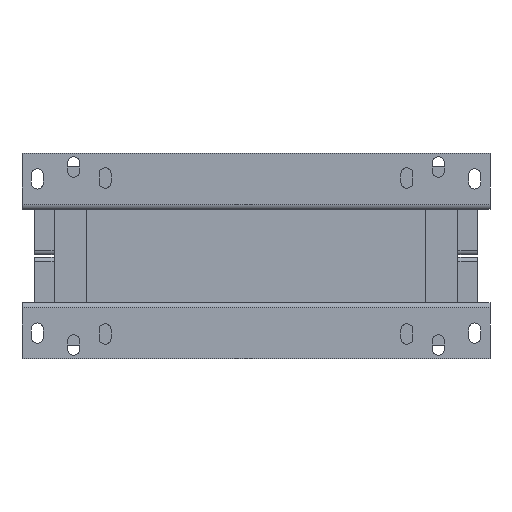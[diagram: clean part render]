
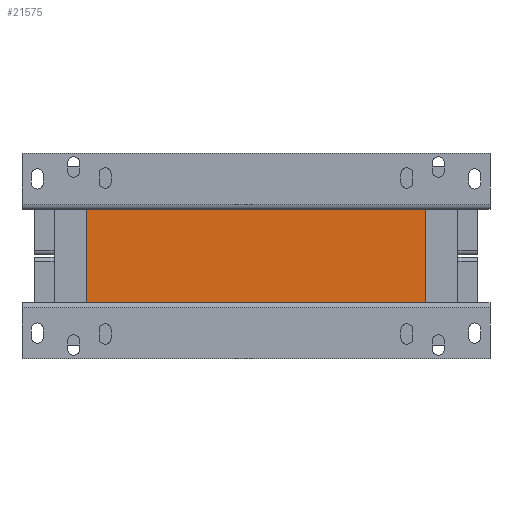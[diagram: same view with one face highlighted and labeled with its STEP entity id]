
A CAD part, front view. The second image highlights one B-rep face of the part: STEP entity #21575.
In plain terms, the highlighted planar face has unit normal (0, -1, 0).
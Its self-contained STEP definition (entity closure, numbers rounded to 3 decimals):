
#1195 = CARTESIAN_POINT ( 'NONE',  ( -200., -200., -55. ) ) ;
#1270 = VECTOR ( 'NONE', #31123, 1000. ) ;
#2639 = CARTESIAN_POINT ( 'NONE',  ( -200., -200., 55. ) ) ;
#3170 = DIRECTION ( 'NONE',  ( 1., 0., 0. ) ) ;
#6536 = DIRECTION ( 'NONE',  ( 0., 1., 0. ) ) ;
#8293 = CARTESIAN_POINT ( 'NONE',  ( 200., -200., -55. ) ) ;
#8800 = ORIENTED_EDGE ( 'NONE', *, *, #37370, .F. ) ;
#10983 = ORIENTED_EDGE ( 'NONE', *, *, #25810, .F. ) ;
#11666 = CARTESIAN_POINT ( 'NONE',  ( -200., -200., 55. ) ) ;
#11809 = ORIENTED_EDGE ( 'NONE', *, *, #16477, .T. ) ;
#12309 = CARTESIAN_POINT ( 'NONE',  ( -200., -200., -55. ) ) ;
#12618 = CARTESIAN_POINT ( 'NONE',  ( -200., -200., 55. ) ) ;
#12781 = LINE ( 'NONE', #2639, #1270 ) ;
#13609 = LINE ( 'NONE', #12618, #29189 ) ;
#14365 = VECTOR ( 'NONE', #17689, 1000. ) ;
#16477 = EDGE_CURVE ( 'NONE', #34045, #16625, #20457, .T. ) ;
#16625 = VERTEX_POINT ( 'NONE', #8293 ) ;
#17689 = DIRECTION ( 'NONE',  ( 1., 0., 0. ) ) ;
#20457 = LINE ( 'NONE', #1195, #14365 ) ;
#21575 = ADVANCED_FACE ( 'NONE', ( #28095 ), #25922, .F. ) ;
#24107 = VERTEX_POINT ( 'NONE', #34067 ) ;
#24205 = EDGE_CURVE ( 'NONE', #31173, #34045, #12781, .T. ) ;
#25215 = LINE ( 'NONE', #38739, #28267 ) ;
#25284 = DIRECTION ( 'NONE',  ( 1., 0., 0. ) ) ;
#25810 = EDGE_CURVE ( 'NONE', #24107, #16625, #25215, .T. ) ;
#25922 = PLANE ( 'NONE',  #31821 ) ;
#26515 = EDGE_LOOP ( 'NONE', ( #11809, #10983, #8800, #35446 ) ) ;
#28095 = FACE_OUTER_BOUND ( 'NONE', #26515, .T. ) ;
#28267 = VECTOR ( 'NONE', #32065, 1000. ) ;
#29189 = VECTOR ( 'NONE', #25284, 1000. ) ;
#31123 = DIRECTION ( 'NONE',  ( 0., 0., -1. ) ) ;
#31173 = VERTEX_POINT ( 'NONE', #11666 ) ;
#31821 = AXIS2_PLACEMENT_3D ( 'NONE', #41553, #6536, #3170 ) ;
#32065 = DIRECTION ( 'NONE',  ( 0., 0., -1. ) ) ;
#34045 = VERTEX_POINT ( 'NONE', #12309 ) ;
#34067 = CARTESIAN_POINT ( 'NONE',  ( 200., -200., 55. ) ) ;
#35446 = ORIENTED_EDGE ( 'NONE', *, *, #24205, .T. ) ;
#37370 = EDGE_CURVE ( 'NONE', #31173, #24107, #13609, .T. ) ;
#38739 = CARTESIAN_POINT ( 'NONE',  ( 200., -200., 55. ) ) ;
#41553 = CARTESIAN_POINT ( 'NONE',  ( -200., -200., 55. ) ) ;
